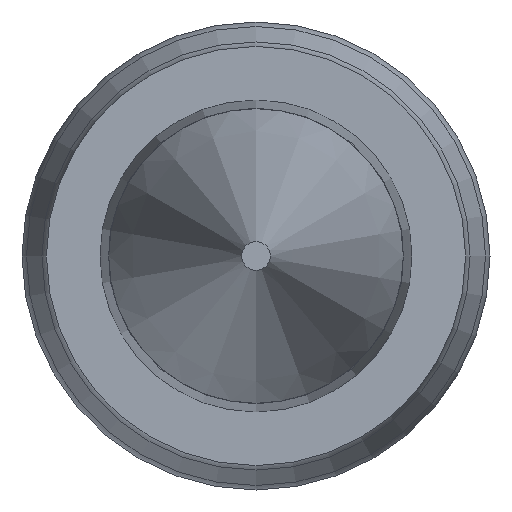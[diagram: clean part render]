
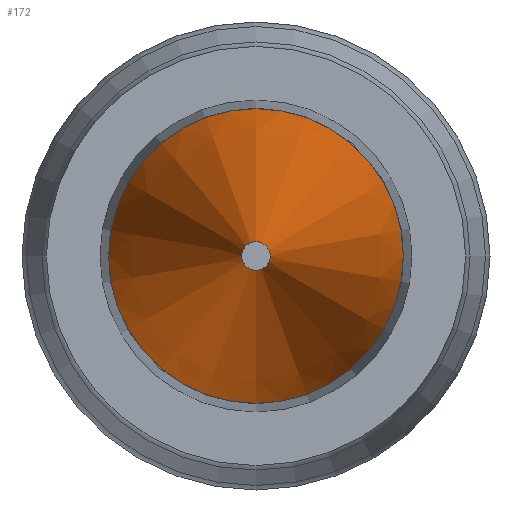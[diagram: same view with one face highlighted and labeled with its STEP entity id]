
A CAD part, left-side view. The second image highlights one B-rep face of the part: STEP entity #172.
In plain terms, the highlighted conical face has half-angle 12.5 degrees and reference radius 0.032 mm.
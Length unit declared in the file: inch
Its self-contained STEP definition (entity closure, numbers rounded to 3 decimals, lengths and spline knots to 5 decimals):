
#2 = FACE_OUTER_BOUND ( 'NONE', #29, .T. ) ;
#29 = EDGE_LOOP ( 'NONE', ( #433 ) ) ;
#71 = DIRECTION ( 'NONE',  ( 0., 0., -1. ) ) ;
#109 = FACE_BOUND ( 'NONE', #256, .T. ) ;
#120 = AXIS2_PLACEMENT_3D ( 'NONE', #287, #394, #333 ) ;
#137 = DIRECTION ( 'NONE',  ( 0., 0., -1. ) ) ;
#139 = EDGE_CURVE ( 'NONE', #319, #319, #412, .T. ) ;
#164 = CARTESIAN_POINT ( 'NONE',  ( -0.24856, 0., -0.01265 ) ) ;
#172 = ADVANCED_FACE ( 'NONE', ( #2, #109 ), #249, .T. ) ;
#173 = EDGE_CURVE ( 'NONE', #418, #418, #390, .T. ) ;
#249 = CONICAL_SURFACE ( 'NONE', #120, 0.00125, 0.218 ) ;
#253 = CARTESIAN_POINT ( 'NONE',  ( -0.3, 0., 0. ) ) ;
#256 = EDGE_LOOP ( 'NONE', ( #347 ) ) ;
#287 = CARTESIAN_POINT ( 'NONE',  ( -0.3, 0., 0. ) ) ;
#319 = VERTEX_POINT ( 'NONE', #355 ) ;
#333 = DIRECTION ( 'NONE',  ( 0., 0., -1. ) ) ;
#338 = CARTESIAN_POINT ( 'NONE',  ( -0.24856, 0., 0. ) ) ;
#347 = ORIENTED_EDGE ( 'NONE', *, *, #139, .T. ) ;
#355 = CARTESIAN_POINT ( 'NONE',  ( -0.3, 0., -0.00125 ) ) ;
#361 = DIRECTION ( 'NONE',  ( 1., 0., 0. ) ) ;
#373 = DIRECTION ( 'NONE',  ( 1., 0., 0. ) ) ;
#384 = AXIS2_PLACEMENT_3D ( 'NONE', #338, #373, #71 ) ;
#390 = CIRCLE ( 'NONE', #384, 0.01265 ) ;
#391 = AXIS2_PLACEMENT_3D ( 'NONE', #253, #361, #137 ) ;
#394 = DIRECTION ( 'NONE',  ( 1., 0., 0. ) ) ;
#412 = CIRCLE ( 'NONE', #391, 0.00125 ) ;
#418 = VERTEX_POINT ( 'NONE', #164 ) ;
#433 = ORIENTED_EDGE ( 'NONE', *, *, #173, .F. ) ;
